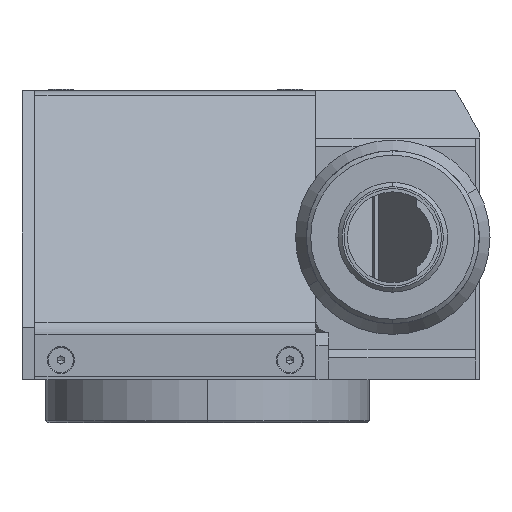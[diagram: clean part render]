
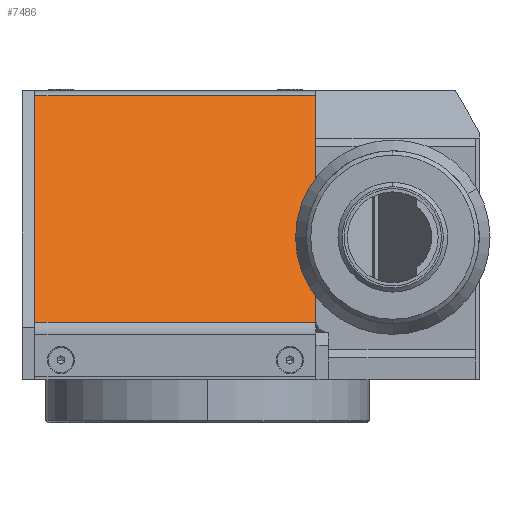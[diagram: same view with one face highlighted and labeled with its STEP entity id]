
A CAD part, left-side view. The second image highlights one B-rep face of the part: STEP entity #7486.
In plain terms, the highlighted planar face has unit normal (-0.707, 0, 0.707).
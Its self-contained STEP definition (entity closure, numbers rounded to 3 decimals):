
#479 = PLANE ( 'NONE',  #5585 ) ;
#620 = CARTESIAN_POINT ( 'NONE',  ( 18.581, 69., 32.828 ) ) ;
#809 = CARTESIAN_POINT ( 'NONE',  ( 18.581, 4., 32.828 ) ) ;
#906 = VECTOR ( 'NONE', #3737, 1000. ) ;
#1048 = VERTEX_POINT ( 'NONE', #10434 ) ;
#1181 = CARTESIAN_POINT ( 'NONE',  ( -34.414, 69., -20.167 ) ) ;
#2385 = FACE_OUTER_BOUND ( 'NONE', #8979, .T. ) ;
#2579 = VECTOR ( 'NONE', #9341, 1000. ) ;
#2840 = LINE ( 'NONE', #1181, #2579 ) ;
#3639 = ORIENTED_EDGE ( 'NONE', *, *, #7211, .F. ) ;
#3651 = VERTEX_POINT ( 'NONE', #809 ) ;
#3677 = CARTESIAN_POINT ( 'NONE',  ( -33.828, 104., -19.581 ) ) ;
#3737 = DIRECTION ( 'NONE',  ( 0., 1., 0. ) ) ;
#4416 = DIRECTION ( 'NONE',  ( -0.707, 0., -0.707 ) ) ;
#4603 = ORIENTED_EDGE ( 'NONE', *, *, #8314, .F. ) ;
#5585 = AXIS2_PLACEMENT_3D ( 'NONE', #7120, #9812, #9876 ) ;
#6650 = VERTEX_POINT ( 'NONE', #620 ) ;
#7120 = CARTESIAN_POINT ( 'NONE',  ( -34.414, 104., -20.167 ) ) ;
#7186 = VECTOR ( 'NONE', #4416, 1000. ) ;
#7211 = EDGE_CURVE ( 'NONE', #8992, #1048, #10312, .T. ) ;
#7486 = ADVANCED_FACE ( 'NONE', ( #2385 ), #479, .T. ) ;
#7590 = CARTESIAN_POINT ( 'NONE',  ( -33.828, 4., -19.581 ) ) ;
#8234 = EDGE_CURVE ( 'NONE', #1048, #6650, #2840, .T. ) ;
#8314 = EDGE_CURVE ( 'NONE', #6650, #3651, #10649, .T. ) ;
#8738 = CARTESIAN_POINT ( 'NONE',  ( 18.581, 104., 32.828 ) ) ;
#8801 = DIRECTION ( 'NONE',  ( 0., -1., 0. ) ) ;
#8979 = EDGE_LOOP ( 'NONE', ( #9653, #4603, #9035, #3639 ) ) ;
#8992 = VERTEX_POINT ( 'NONE', #7590 ) ;
#9035 = ORIENTED_EDGE ( 'NONE', *, *, #8234, .F. ) ;
#9308 = CARTESIAN_POINT ( 'NONE',  ( -34.414, 4., -20.167 ) ) ;
#9341 = DIRECTION ( 'NONE',  ( 0.707, 0., 0.707 ) ) ;
#9653 = ORIENTED_EDGE ( 'NONE', *, *, #11797, .F. ) ;
#9812 = DIRECTION ( 'NONE',  ( -0.707, 0., 0.707 ) ) ;
#9876 = DIRECTION ( 'NONE',  ( 0.707, 0., 0.707 ) ) ;
#10059 = LINE ( 'NONE', #9308, #7186 ) ;
#10312 = LINE ( 'NONE', #3677, #906 ) ;
#10434 = CARTESIAN_POINT ( 'NONE',  ( -33.828, 69., -19.581 ) ) ;
#10649 = LINE ( 'NONE', #8738, #12174 ) ;
#11797 = EDGE_CURVE ( 'NONE', #3651, #8992, #10059, .T. ) ;
#12174 = VECTOR ( 'NONE', #8801, 1000. ) ;
